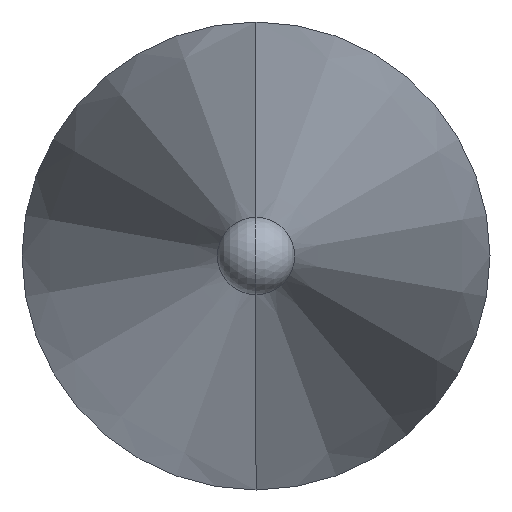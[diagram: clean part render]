
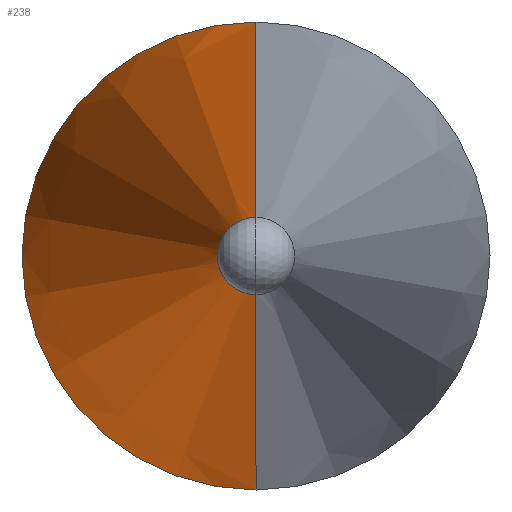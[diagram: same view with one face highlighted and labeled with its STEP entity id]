
A CAD part, left-side view. The second image highlights one B-rep face of the part: STEP entity #238.
In plain terms, the highlighted conical face has half-angle 7.125 degrees and reference radius 76.2 mm.
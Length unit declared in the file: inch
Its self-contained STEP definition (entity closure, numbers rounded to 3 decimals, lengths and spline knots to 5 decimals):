
#7 = VERTEX_POINT ( 'NONE', #200 ) ;
#10 = ORIENTED_EDGE ( 'NONE', *, *, #51, .F. ) ;
#15 = CARTESIAN_POINT ( 'NONE',  ( 24., 0., -3. ) ) ;
#16 = FACE_OUTER_BOUND ( 'NONE', #162, .T. ) ;
#17 = CONICAL_SURFACE ( 'NONE', #159, 3., 0.124 ) ;
#41 = CARTESIAN_POINT ( 'NONE',  ( 24., 0., 0. ) ) ;
#51 = EDGE_CURVE ( 'NONE', #240, #72, #184, .T. ) ;
#58 = DIRECTION ( 'NONE',  ( 0.992, 0., 0.124 ) ) ;
#65 = EDGE_CURVE ( 'NONE', #166, #240, #187, .T. ) ;
#69 = AXIS2_PLACEMENT_3D ( 'NONE', #172, #112, #131 ) ;
#72 = VERTEX_POINT ( 'NONE', #152 ) ;
#76 = CARTESIAN_POINT ( 'NONE',  ( 24., 0., -3. ) ) ;
#78 = CARTESIAN_POINT ( 'NONE',  ( 24., 0., 0. ) ) ;
#79 = CARTESIAN_POINT ( 'NONE',  ( 24., 0., 3. ) ) ;
#80 = DIRECTION ( 'NONE',  ( 0.992, 0., -0.124 ) ) ;
#98 = CARTESIAN_POINT ( 'NONE',  ( 3.96911, 0., -0.49614 ) ) ;
#107 = VECTOR ( 'NONE', #80, 39.37008 ) ;
#112 = DIRECTION ( 'NONE',  ( 1., 0., 0. ) ) ;
#114 = DIRECTION ( 'NONE',  ( 0., 0., -1. ) ) ;
#127 = ORIENTED_EDGE ( 'NONE', *, *, #65, .F. ) ;
#131 = DIRECTION ( 'NONE',  ( 0., 0., -1. ) ) ;
#133 = AXIS2_PLACEMENT_3D ( 'NONE', #78, #225, #114 ) ;
#146 = ORIENTED_EDGE ( 'NONE', *, *, #236, .T. ) ;
#152 = CARTESIAN_POINT ( 'NONE',  ( 24., 0., 3. ) ) ;
#159 = AXIS2_PLACEMENT_3D ( 'NONE', #41, #185, #190 ) ;
#162 = EDGE_LOOP ( 'NONE', ( #146, #178, #10, #127 ) ) ;
#166 = VERTEX_POINT ( 'NONE', #98 ) ;
#172 = CARTESIAN_POINT ( 'NONE',  ( 3.96911, 0., 0. ) ) ;
#178 = ORIENTED_EDGE ( 'NONE', *, *, #245, .T. ) ;
#184 = CIRCLE ( 'NONE', #133, 3. ) ;
#185 = DIRECTION ( 'NONE',  ( 1., 0., 0. ) ) ;
#187 = LINE ( 'NONE', #76, #107 ) ;
#190 = DIRECTION ( 'NONE',  ( 0., 0., -1. ) ) ;
#200 = CARTESIAN_POINT ( 'NONE',  ( 3.96911, 0., 0.49614 ) ) ;
#203 = CIRCLE ( 'NONE', #69, 0.49614 ) ;
#218 = VECTOR ( 'NONE', #58, 39.37008 ) ;
#225 = DIRECTION ( 'NONE',  ( 1., 0., 0. ) ) ;
#236 = EDGE_CURVE ( 'NONE', #166, #7, #203, .T. ) ;
#238 = ADVANCED_FACE ( 'NONE', ( #16 ), #17, .T. ) ;
#240 = VERTEX_POINT ( 'NONE', #15 ) ;
#245 = EDGE_CURVE ( 'NONE', #7, #72, #252, .T. ) ;
#252 = LINE ( 'NONE', #79, #218 ) ;
